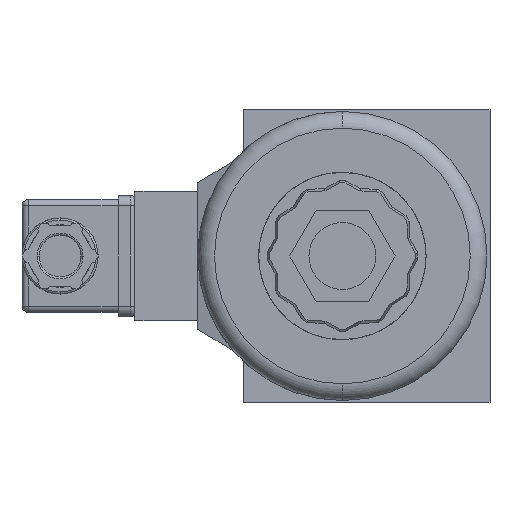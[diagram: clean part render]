
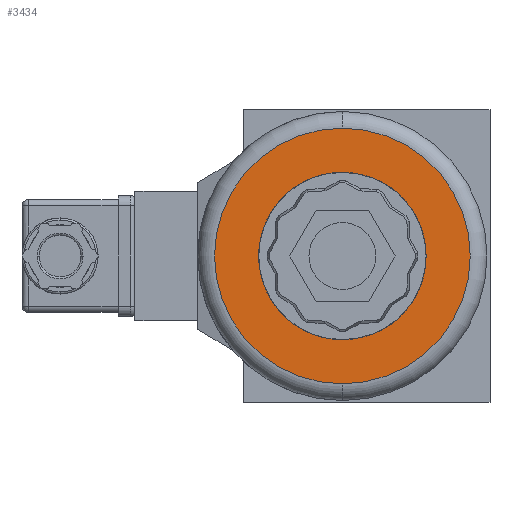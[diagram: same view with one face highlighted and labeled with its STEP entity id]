
A CAD part, left-side view. The second image highlights one B-rep face of the part: STEP entity #3434.
In plain terms, the highlighted face is planar.
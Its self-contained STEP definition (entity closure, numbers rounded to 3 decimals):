
#32 = AXIS2_PLACEMENT_3D ( 'NONE', #10853, #13940, #2990 ) ;
#119 = EDGE_CURVE ( 'NONE', #2342, #14571, #5461, .T. ) ;
#1682 = AXIS2_PLACEMENT_3D ( 'NONE', #17213, #7802, #3248 ) ;
#2340 = DIRECTION ( 'NONE',  ( 0., 0., 1. ) ) ;
#2342 = VERTEX_POINT ( 'NONE', #15752 ) ;
#2590 = DIRECTION ( 'NONE',  ( 0., 0., 1. ) ) ;
#2846 = CIRCLE ( 'NONE', #12755, 30.575 ) ;
#2990 = DIRECTION ( 'NONE',  ( 1., 0., 0. ) ) ;
#3008 = DIRECTION ( 'NONE',  ( 0., 0., -1. ) ) ;
#3248 = DIRECTION ( 'NONE',  ( -1., 0., 0. ) ) ;
#3434 = ADVANCED_FACE ( 'NONE', ( #5299, #15636 ), #12370, .F. ) ;
#3713 = CARTESIAN_POINT ( 'NONE',  ( 13.03, 0., 70.2 ) ) ;
#4348 = EDGE_CURVE ( 'NONE', #15403, #8794, #2846, .T. ) ;
#5299 = FACE_BOUND ( 'NONE', #6030, .T. ) ;
#5352 = EDGE_CURVE ( 'NONE', #14571, #2342, #9214, .T. ) ;
#5461 = CIRCLE ( 'NONE', #32, 13.03 ) ;
#5700 = CARTESIAN_POINT ( 'NONE',  ( -30.575, 0., 70.2 ) ) ;
#6030 = EDGE_LOOP ( 'NONE', ( #17194, #18509 ) ) ;
#7231 = DIRECTION ( 'NONE',  ( 1., 0., 0. ) ) ;
#7598 = EDGE_LOOP ( 'NONE', ( #13893, #11453 ) ) ;
#7802 = DIRECTION ( 'NONE',  ( 0., 0., 1. ) ) ;
#8794 = VERTEX_POINT ( 'NONE', #5700 ) ;
#9214 = CIRCLE ( 'NONE', #11086, 13.03 ) ;
#10377 = DIRECTION ( 'NONE',  ( -1., 0., 0. ) ) ;
#10853 = CARTESIAN_POINT ( 'NONE',  ( 0., 0., 70.2 ) ) ;
#11086 = AXIS2_PLACEMENT_3D ( 'NONE', #16636, #2340, #7231 ) ;
#11453 = ORIENTED_EDGE ( 'NONE', *, *, #4348, .T. ) ;
#12370 = PLANE ( 'NONE',  #18559 ) ;
#12413 = CARTESIAN_POINT ( 'NONE',  ( 30.575, 0., 70.2 ) ) ;
#12755 = AXIS2_PLACEMENT_3D ( 'NONE', #15102, #2590, #10377 ) ;
#13893 = ORIENTED_EDGE ( 'NONE', *, *, #14279, .T. ) ;
#13940 = DIRECTION ( 'NONE',  ( 0., 0., 1. ) ) ;
#14014 = DIRECTION ( 'NONE',  ( -1., 0., 0. ) ) ;
#14279 = EDGE_CURVE ( 'NONE', #8794, #15403, #16541, .T. ) ;
#14571 = VERTEX_POINT ( 'NONE', #3713 ) ;
#15102 = CARTESIAN_POINT ( 'NONE',  ( 0., 0., 70.2 ) ) ;
#15403 = VERTEX_POINT ( 'NONE', #12413 ) ;
#15636 = FACE_OUTER_BOUND ( 'NONE', #7598, .T. ) ;
#15752 = CARTESIAN_POINT ( 'NONE',  ( -13.03, 0., 70.2 ) ) ;
#16541 = CIRCLE ( 'NONE', #1682, 30.575 ) ;
#16636 = CARTESIAN_POINT ( 'NONE',  ( 0., 0., 70.2 ) ) ;
#16971 = CARTESIAN_POINT ( 'NONE',  ( 0., 0., 70.2 ) ) ;
#17194 = ORIENTED_EDGE ( 'NONE', *, *, #5352, .F. ) ;
#17213 = CARTESIAN_POINT ( 'NONE',  ( 0., 0., 70.2 ) ) ;
#18509 = ORIENTED_EDGE ( 'NONE', *, *, #119, .F. ) ;
#18559 = AXIS2_PLACEMENT_3D ( 'NONE', #16971, #3008, #14014 ) ;
